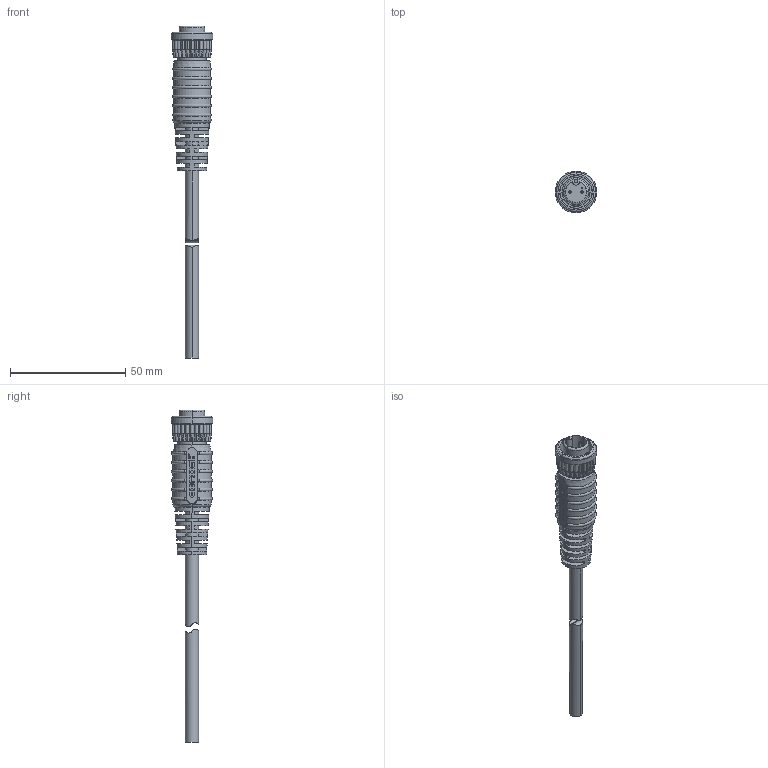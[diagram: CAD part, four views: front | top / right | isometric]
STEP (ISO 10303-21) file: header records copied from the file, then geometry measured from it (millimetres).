
FILE_DESCRIPTION (( 'STEP AP203' ), '1' );
FILE_NAME ('CA62802PXXX90.STEP', '2021-09-30T16:49:19', ( '' ), ( '' ), 'SwSTEP 2.0', 'SolidWorks 2020', '' );
FILE_SCHEMA (( 'CONFIG_CONTROL_DESIGN' ));
Length unit declared in the file: millimetre
Products named in the file (1): CA62802PXXX90
Bounding box: 18.03 x 18.03 x 143.76 mm (x, y, z)
Volume: 12076 mm3; surface area: 7362.5 mm2
Topology: 4 solids, 4 shells, 649 faces, 1732 edges, 1133 vertices
Faces by surface type: cylinder 265, plane 261, torus 49, cone 37, bspline 32, sphere 5
Entity records: 23577 total; most frequent: CARTESIAN_POINT 8234, ORIENTED_EDGE 3450, DIRECTION 2942, EDGE_CURVE 1725, VERTEX_POINT 1131, AXIS2_PLACEMENT_3D 1099, LINE 744, VECTOR 744
